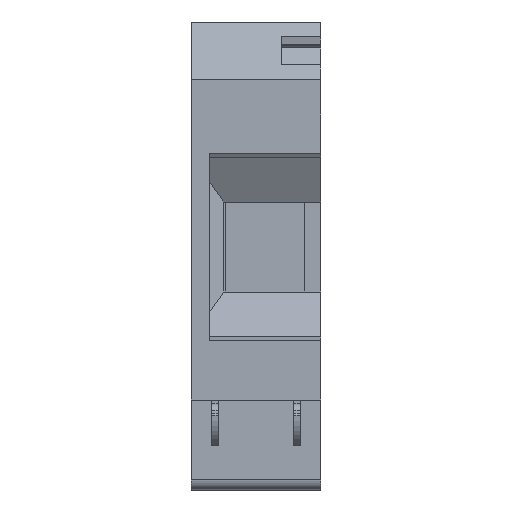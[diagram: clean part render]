
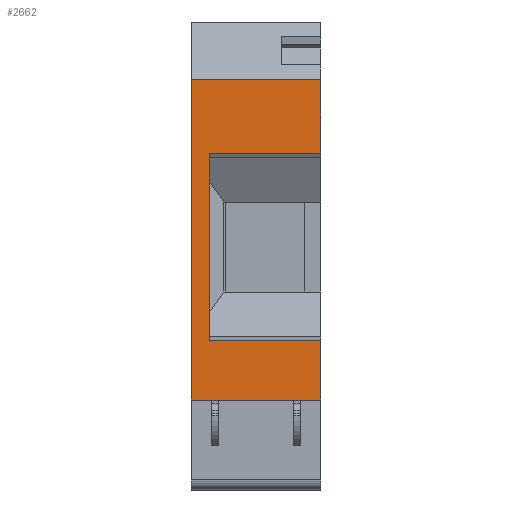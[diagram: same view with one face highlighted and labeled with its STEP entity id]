
A CAD part, left-side view. The second image highlights one B-rep face of the part: STEP entity #2662.
In plain terms, the highlighted planar face has unit normal (-1, 0, 0).
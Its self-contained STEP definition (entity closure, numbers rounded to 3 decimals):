
#476=ORIENTED_EDGE('',*,*,#852,.F.);
#477=ORIENTED_EDGE('',*,*,#802,.T.);
#478=ORIENTED_EDGE('',*,*,#745,.F.);
#479=ORIENTED_EDGE('',*,*,#846,.T.);
#480=ORIENTED_EDGE('',*,*,#853,.T.);
#481=ORIENTED_EDGE('',*,*,#690,.F.);
#482=ORIENTED_EDGE('',*,*,#706,.F.);
#483=ORIENTED_EDGE('',*,*,#801,.F.);
#690=EDGE_CURVE('',#939,#938,#1126,.T.);
#706=EDGE_CURVE('',#949,#939,#1142,.T.);
#745=EDGE_CURVE('',#984,#985,#1178,.T.);
#801=EDGE_CURVE('',#1021,#949,#1231,.T.);
#802=EDGE_CURVE('',#1022,#985,#1232,.T.);
#846=EDGE_CURVE('',#984,#1044,#1276,.T.);
#852=EDGE_CURVE('',#1022,#1021,#1282,.T.);
#853=EDGE_CURVE('',#1044,#938,#1283,.T.);
#938=VERTEX_POINT('',#3505);
#939=VERTEX_POINT('',#3507);
#949=VERTEX_POINT('',#3537);
#984=VERTEX_POINT('',#3611);
#985=VERTEX_POINT('',#3613);
#1021=VERTEX_POINT('',#3725);
#1022=VERTEX_POINT('',#3729);
#1044=VERTEX_POINT('',#3814);
#1126=LINE('',#3508,#1374);
#1142=LINE('',#3538,#1390);
#1178=LINE('',#3612,#1426);
#1231=LINE('',#3726,#1479);
#1232=LINE('',#3728,#1480);
#1276=LINE('',#3815,#1524);
#1282=LINE('',#3825,#1530);
#1283=LINE('',#3826,#1531);
#1374=VECTOR('',#2991,1000.);
#1390=VECTOR('',#3015,1000.);
#1426=VECTOR('',#3057,1000.);
#1479=VECTOR('',#3158,1000.);
#1480=VECTOR('',#3161,1000.);
#1524=VECTOR('',#3245,1000.);
#1530=VECTOR('',#3257,1000.);
#1531=VECTOR('',#3258,1000.);
#1640=EDGE_LOOP('',(#476,#477,#478,#479,#480,#481,#482,#483));
#1752=FACE_BOUND('',#1640,.T.);
#1844=PLANE('',#2793);
#2662=ADVANCED_FACE('',(#1752),#1844,.F.);
#2793=AXIS2_PLACEMENT_3D('',#3824,#3255,#3256);
#2991=DIRECTION('',(0.,1.,0.));
#3015=DIRECTION('',(0.,0.,-1.));
#3057=DIRECTION('',(0.,0.,-1.));
#3158=DIRECTION('',(0.,-1.,0.));
#3161=DIRECTION('',(0.,-1.,0.));
#3245=DIRECTION('',(0.,1.,0.));
#3255=DIRECTION('',(1.,0.,0.));
#3256=DIRECTION('',(0.,1.,0.));
#3257=DIRECTION('',(0.,0.,-1.));
#3258=DIRECTION('',(0.,0.,-1.));
#3505=CARTESIAN_POINT('',(-29.,0.,7.));
#3507=CARTESIAN_POINT('',(-29.,-18.,7.));
#3508=CARTESIAN_POINT('',(-29.,-18.,7.));
#3537=CARTESIAN_POINT('',(-29.,-18.,15.256));
#3538=CARTESIAN_POINT('',(-29.,-18.,51.5));
#3611=CARTESIAN_POINT('',(-29.,-18.,51.5));
#3612=CARTESIAN_POINT('',(-29.,-18.,51.5));
#3613=CARTESIAN_POINT('',(-29.,-18.,41.244));
#3725=CARTESIAN_POINT('',(-29.,-2.5,15.256));
#3726=CARTESIAN_POINT('',(-29.,-2.5,15.256));
#3728=CARTESIAN_POINT('',(-29.,-2.5,41.244));
#3729=CARTESIAN_POINT('',(-29.,-2.5,41.244));
#3814=CARTESIAN_POINT('',(-29.,0.,51.5));
#3815=CARTESIAN_POINT('',(-29.,-18.,51.5));
#3824=CARTESIAN_POINT('',(-29.,-18.,51.5));
#3825=CARTESIAN_POINT('',(-29.,-2.5,41.244));
#3826=CARTESIAN_POINT('',(-29.,0.,51.5));
